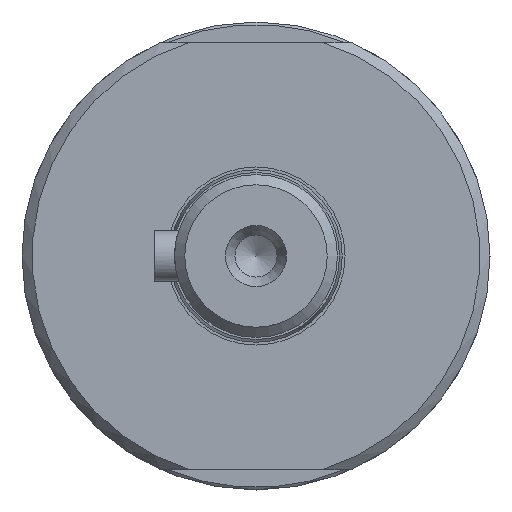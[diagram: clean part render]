
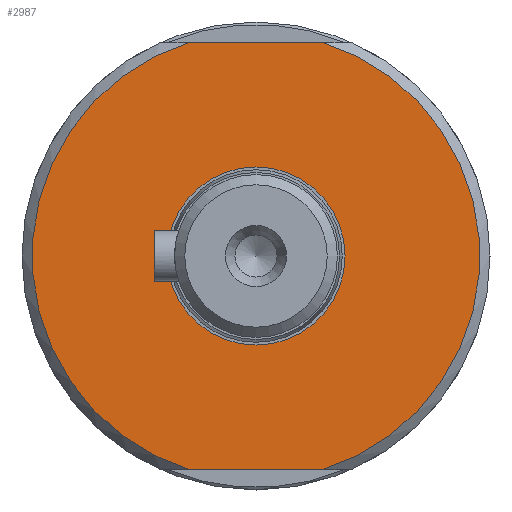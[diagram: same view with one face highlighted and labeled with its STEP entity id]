
A CAD part, left-side view. The second image highlights one B-rep face of the part: STEP entity #2987.
In plain terms, the highlighted planar face has unit normal (-1, 0, 0).
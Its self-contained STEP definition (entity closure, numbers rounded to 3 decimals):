
#116=FACE_BOUND('',#1147,.T.);
#362=LINE('',#4991,#617);
#363=LINE('',#4993,#618);
#617=VECTOR('',#3967,10.);
#618=VECTOR('',#3968,10.);
#965=FACE_OUTER_BOUND('',#1146,.T.);
#1146=EDGE_LOOP('',(#2653,#2654,#2655,#2656));
#1147=EDGE_LOOP('',(#2657));
#1246=CIRCLE('',#3246,8.75);
#1248=CIRCLE('',#3249,22.);
#1249=CIRCLE('',#3251,22.);
#1499=VERTEX_POINT('',#4973);
#1500=VERTEX_POINT('',#4977);
#1503=VERTEX_POINT('',#4984);
#1504=VERTEX_POINT('',#4990);
#1505=VERTEX_POINT('',#4992);
#1886=EDGE_CURVE('',#1499,#1499,#1246,.T.);
#1890=EDGE_CURVE('',#1503,#1500,#1248,.T.);
#1891=EDGE_CURVE('',#1504,#1500,#362,.T.);
#1892=EDGE_CURVE('',#1503,#1505,#363,.T.);
#1893=EDGE_CURVE('',#1504,#1505,#1249,.T.);
#2653=ORIENTED_EDGE('',*,*,#1891,.T.);
#2654=ORIENTED_EDGE('',*,*,#1890,.F.);
#2655=ORIENTED_EDGE('',*,*,#1892,.T.);
#2656=ORIENTED_EDGE('',*,*,#1893,.F.);
#2657=ORIENTED_EDGE('',*,*,#1886,.T.);
#2832=PLANE('',#3250);
#2987=ADVANCED_FACE('',(#965,#116),#2832,.T.);
#3246=AXIS2_PLACEMENT_3D('',#4975,#3957,#3958);
#3249=AXIS2_PLACEMENT_3D('',#4988,#3963,#3964);
#3250=AXIS2_PLACEMENT_3D('',#4989,#3965,#3966);
#3251=AXIS2_PLACEMENT_3D('',#4994,#3969,#3970);
#3957=DIRECTION('center_axis',(1.,0.,0.));
#3958=DIRECTION('ref_axis',(0.,-1.,0.));
#3963=DIRECTION('center_axis',(1.,0.,0.));
#3964=DIRECTION('ref_axis',(0.,-1.,0.));
#3965=DIRECTION('center_axis',(-1.,0.,0.));
#3966=DIRECTION('ref_axis',(0.,0.,
-1.));
#3967=DIRECTION('',(0.,1.,0.));
#3968=DIRECTION('',(0.,-1.,0.));
#3969=DIRECTION('center_axis',(1.,0.,0.));
#3970=DIRECTION('ref_axis',(0.,-1.,0.));
#4973=CARTESIAN_POINT('',(-140.5,8.75,0.));
#4975=CARTESIAN_POINT('Origin',(-140.5,0.,0.));
#4977=CARTESIAN_POINT('',(-140.5,6.557,21.));
#4984=CARTESIAN_POINT('',(-140.5,6.557,-21.));
#4988=CARTESIAN_POINT('Origin',(-140.5,0.,0.));
#4989=CARTESIAN_POINT('Origin',(-140.5,-15.375,0.));
#4990=CARTESIAN_POINT('',(-140.5,-6.557,21.));
#4991=CARTESIAN_POINT('',(-140.5,0.91,21.));
#4992=CARTESIAN_POINT('',(-140.5,-6.557,-21.));
#4993=CARTESIAN_POINT('',(-140.5,-15.688,-21.));
#4994=CARTESIAN_POINT('Origin',(-140.5,0.,0.));
